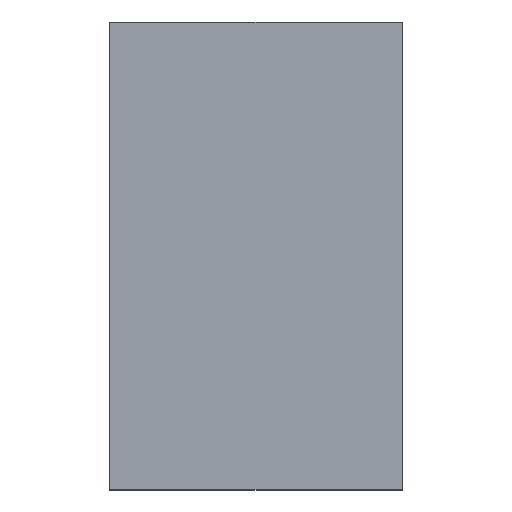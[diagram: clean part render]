
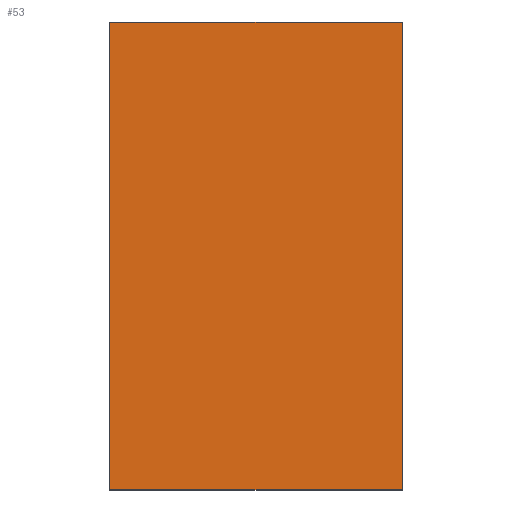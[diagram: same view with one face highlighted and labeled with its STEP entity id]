
A CAD part, top view. The second image highlights one B-rep face of the part: STEP entity #53.
In plain terms, the highlighted planar face has unit normal (0, 0, 1).
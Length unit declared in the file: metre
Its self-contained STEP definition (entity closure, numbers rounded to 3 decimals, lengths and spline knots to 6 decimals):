
#53=ADVANCED_FACE('0:54',(#100),#101,.T.);
#100=FACE_OUTER_BOUND('',#138,.T.);
#101=PLANE('',#139);
#138=EDGE_LOOP('',(#223,#224,#225,#226));
#139=AXIS2_PLACEMENT_3D('',#227,#228,#229);
#223=ORIENTED_EDGE('',*,*,#246,.F.);
#224=ORIENTED_EDGE('',*,*,#260,.F.);
#225=ORIENTED_EDGE('',*,*,#255,.F.);
#226=ORIENTED_EDGE('',*,*,#250,.F.);
#227=CARTESIAN_POINT('',(0.0,0.0,0.00026));
#228=DIRECTION('',(0.0,0.0,1.0));
#229=DIRECTION('',(1.0,0.0,0.0));
#246=EDGE_CURVE('0:90',#289,#291,#292,.T.);
#250=EDGE_CURVE('0:99',#291,#297,#298,.T.);
#255=EDGE_CURVE('0:111',#297,#304,#305,.T.);
#260=EDGE_CURVE('0:123',#304,#289,#311,.T.);
#289=VERTEX_POINT('',#350);
#291=VERTEX_POINT('',#353);
#292=LINE('',#354,#355);
#297=VERTEX_POINT('',#362);
#298=LINE('',#363,#364);
#304=VERTEX_POINT('',#373);
#305=LINE('',#374,#375);
#311=LINE('',#384,#385);
#350=CARTESIAN_POINT('',(0.000625,-0.001,0.00026));
#353=CARTESIAN_POINT('',(-0.000625,-0.001,0.00026));
#354=CARTESIAN_POINT('',(0.0,-0.001,0.00026));
#355=VECTOR('',#403,1.0);
#362=CARTESIAN_POINT('',(-0.000625,0.001,0.00026));
#363=CARTESIAN_POINT('',(-0.000625,0.0,0.00026));
#364=VECTOR('',#406,1.0);
#373=CARTESIAN_POINT('',(0.000625,0.001,0.00026));
#374=CARTESIAN_POINT('',(0.0,0.001,0.00026));
#375=VECTOR('',#410,1.0);
#384=CARTESIAN_POINT('',(0.000625,0.0,0.00026));
#385=VECTOR('',#414,1.0);
#403=DIRECTION('',(-1.0,0.0,0.0));
#406=DIRECTION('',(0.0,1.0,0.0));
#410=DIRECTION('',(1.0,0.0,0.0));
#414=DIRECTION('',(0.0,-1.0,0.0));
